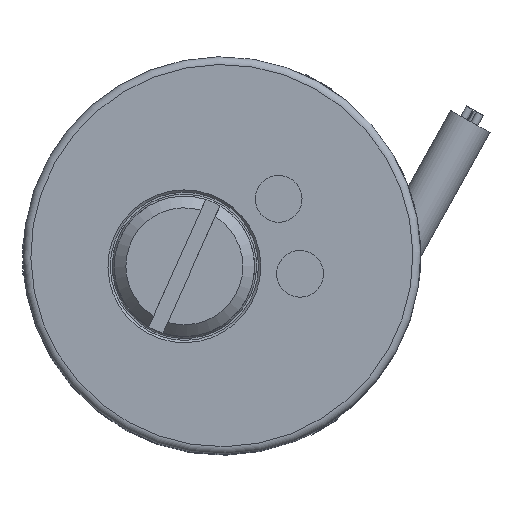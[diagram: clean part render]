
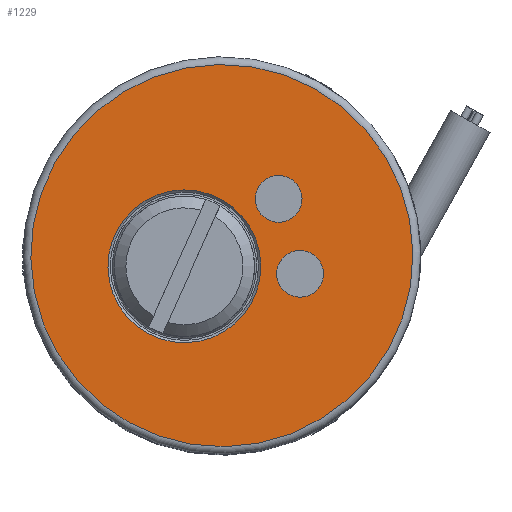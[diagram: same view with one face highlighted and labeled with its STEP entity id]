
A CAD part, top view. The second image highlights one B-rep face of the part: STEP entity #1229.
In plain terms, the highlighted planar face has unit normal (0, 0, 1).
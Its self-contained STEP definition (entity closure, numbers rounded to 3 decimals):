
#176=FACE_BOUND($,#323,.T.);
#177=FACE_BOUND($,#324,.T.);
#178=FACE_BOUND($,#325,.T.);
#179=FACE_BOUND($,#326,.T.);
#323=EDGE_LOOP($,(#880));
#324=EDGE_LOOP($,(#881));
#325=EDGE_LOOP($,(#882));
#326=EDGE_LOOP($,(#883));
#457=CIRCLE($,#1353,3.);
#459=CIRCLE($,#1356,3.);
#460=CIRCLE($,#1358,24.5);
#462=CIRCLE($,#1361,9.8);
#561=VERTEX_POINT($,#1968);
#563=VERTEX_POINT($,#1973);
#564=VERTEX_POINT($,#1976);
#566=VERTEX_POINT($,#1981);
#704=EDGE_CURVE($,#561,#561,#457,.T.);
#706=EDGE_CURVE($,#563,#563,#459,.T.);
#707=EDGE_CURVE($,#564,#564,#460,.T.);
#709=EDGE_CURVE($,#566,#566,#462,.T.);
#880=ORIENTED_EDGE($,*,*,#704,.T.);
#881=ORIENTED_EDGE($,*,*,#706,.T.);
#882=ORIENTED_EDGE($,*,*,#709,.F.);
#883=ORIENTED_EDGE($,*,*,#707,.F.);
#1111=PLANE($,#1360);
#1229=ADVANCED_FACE($,(#176,#177,#178,#179),#1111,.F.);
#1353=AXIS2_PLACEMENT_3D($,#1969,#1565,#1566);
#1356=AXIS2_PLACEMENT_3D($,#1974,#1571,#1572);
#1358=AXIS2_PLACEMENT_3D($,#1977,#1575,#1576);
#1360=AXIS2_PLACEMENT_3D($,#1980,#1579,#1580);
#1361=AXIS2_PLACEMENT_3D($,#1982,#1581,#1582);
#1565=DIRECTION('center_axis',(0.,0.,
-1.));
#1566=DIRECTION('ref_axis',(-0.874,0.486,0.));
#1571=DIRECTION('center_axis',(0.,0.,
-1.));
#1572=DIRECTION('ref_axis',(-0.874,0.486,0.));
#1575=DIRECTION('center_axis',(0.,0.,
-1.));
#1576=DIRECTION('ref_axis',(0.874,-0.486,0.));
#1579=DIRECTION('center_axis',(0.,0.,
-1.));
#1580=DIRECTION('ref_axis',(0.874,-0.486,0.));
#1581=DIRECTION('center_axis',(0.,0.,
1.));
#1582=DIRECTION('ref_axis',(0.874,-0.486,0.));
#1968=CARTESIAN_POINT('',(9.902,5.824,-0.683));
#1969=CARTESIAN_POINT('Origin',(7.279,7.281,-0.683));
#1973=CARTESIAN_POINT('',(12.65,-3.791,-0.683));
#1974=CARTESIAN_POINT('Origin',(10.028,-2.334,-0.683));
#1976=CARTESIAN_POINT('',(-21.418,11.896,-0.683));
#1977=CARTESIAN_POINT('Origin',(0.,0.,
-0.683));
#1980=CARTESIAN_POINT('Origin',(0.,0.,
-0.683));
#1981=CARTESIAN_POINT('',(-13.375,3.384,-0.683));
#1982=CARTESIAN_POINT('Origin',(-4.807,-1.374,-0.683));
